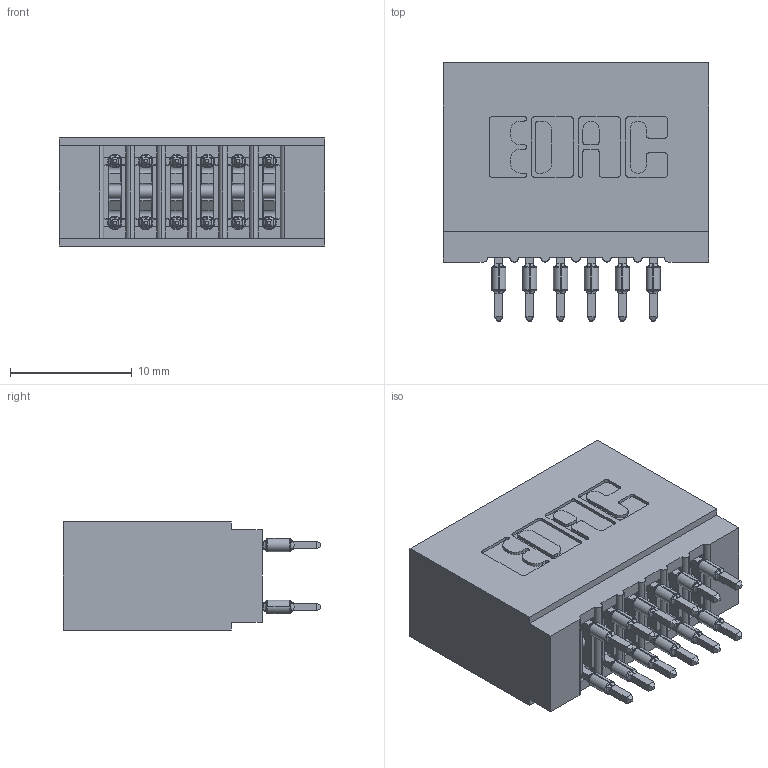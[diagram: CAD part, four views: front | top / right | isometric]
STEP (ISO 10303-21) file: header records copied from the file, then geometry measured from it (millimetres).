
FILE_DESCRIPTION (( 'STEP AP203' ), '1' );
FILE_NAME ('745-012-560-201.STEP', '2026-02-26T15:52:46', ( '' ), ( '' ), 'SwSTEP 2.0', 'SolidWorks 2023', '' );
FILE_SCHEMA (( 'CONFIG_CONTROL_DESIGN' ));
Length unit declared in the file: millimetre
Products named in the file (3): 745-012-560-201; 745-292-001_560; 745 Part_Insulator Option - 01
Assembly tree (13 placements, depth 2):
  745-012-560-201
    745 Part_Insulator Option - 01
    745-292-001_560  x12
Bounding box: 21.84 x 21.22 x 8.89 mm (x, y, z)
Volume: 2229.7 mm3; surface area: 3887.9 mm2
Topology: 13 solids, 13 shells, 1277 faces, 3492 edges, 2224 vertices
Faces by surface type: plane 667, cylinder 298, bspline 240, torus 72
Entity records: 15339 total; most frequent: CARTESIAN_POINT 3177, ORIENTED_EDGE 2540, DIRECTION 2254, EDGE_CURVE 1270, VECTOR 1044, LINE 1044, VERTEX_POINT 816, AXIS2_PLACEMENT_3D 605
